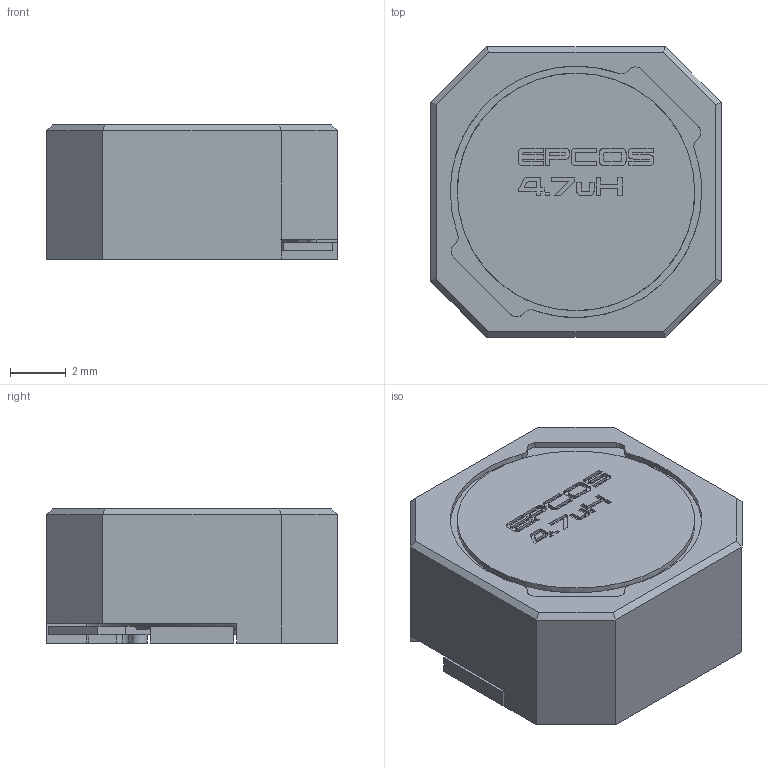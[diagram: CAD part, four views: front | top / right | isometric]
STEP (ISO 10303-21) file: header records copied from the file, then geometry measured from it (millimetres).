
FILE_DESCRIPTION (( 'STEP AP214' ), '1' );
FILE_NAME ('User Library-10x10 SMT Power Inductor.STEP', '2013-07-30T02:28:29', ( 'Windows User' ), ( '' ), 'SwSTEP 2.0', 'SolidWorks 2013', '' );
FILE_SCHEMA (( 'AUTOMOTIVE_DESIGN' ));
Length unit declared in the file: millimetre
Products named in the file (1): User Library-10x10 SMT Power Inductor
Bounding box: 10.4 x 10.4 x 4.8 mm (x, y, z)
Volume: 447.5 mm3; surface area: 465.8 mm2
Topology: 1 solids, 1 shells, 468 faces, 1332 edges, 882 vertices
Faces by surface type: plane 433, cylinder 29, cone 6
Entity records: 20536 total; most frequent: CARTESIAN_POINT 3348, ORIENTED_EDGE 2664, DIRECTION 2181, EDGE_CURVE 1332, LINE 1233, VECTOR 1233, VERTEX_POINT 882, EDGE_LOOP 484
